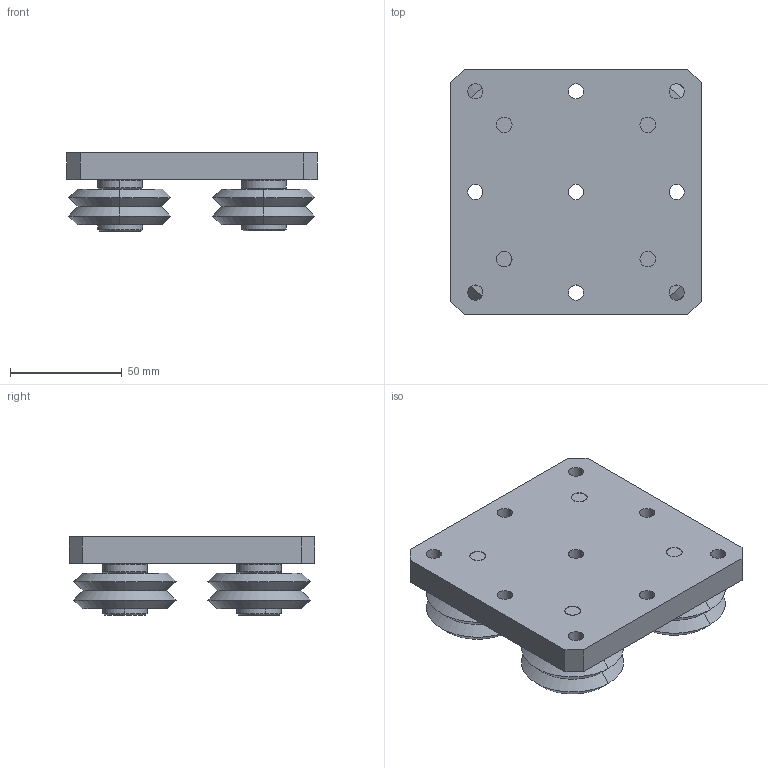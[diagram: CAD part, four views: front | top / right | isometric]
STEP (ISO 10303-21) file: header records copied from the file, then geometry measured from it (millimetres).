
FILE_DESCRIPTION (( 'STEP AP214' ), '1' );
FILE_NAME ('LWS-03-110.STEP', '2022-12-20T09:59:25', ( '' ), ( '' ), 'SwSTEP 2.0', 'SolidWorks 2020', '' );
FILE_SCHEMA (( 'AUTOMOTIVE_DESIGN' ));
Length unit declared in the file: millimetre
Products named in the file (1): LWS-03-110
Bounding box: 112 x 110 x 35.15 mm (x, y, z)
Volume: 225210.1 mm3; surface area: 75461.6 mm2
Topology: 19 solids, 23 shells, 439 faces, 924 edges, 564 vertices
Faces by surface type: cylinder 162, plane 121, cone 112, torus 44
Entity records: 16935 total; most frequent: DIRECTION 2328, CARTESIAN_POINT 1928, ORIENTED_EDGE 1848, AXIS2_PLACEMENT_3D 964, EDGE_CURVE 924, VERTEX_POINT 564, EDGE_LOOP 534, CIRCLE 524
